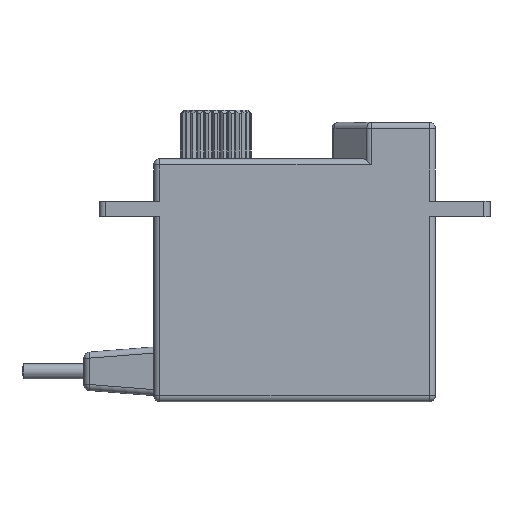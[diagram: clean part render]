
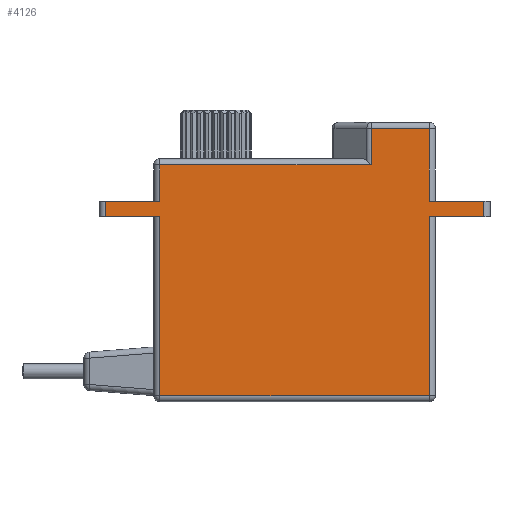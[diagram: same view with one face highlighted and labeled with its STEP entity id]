
A CAD part, front view. The second image highlights one B-rep face of the part: STEP entity #4126.
In plain terms, the highlighted planar face has unit normal (0, -1, 0).
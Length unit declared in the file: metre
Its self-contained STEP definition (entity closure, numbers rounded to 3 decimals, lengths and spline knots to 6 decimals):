
#251=PLANE('',#5225);
#652=LINE('',#7611,#932);
#661=LINE('',#7651,#941);
#668=LINE('',#7685,#948);
#671=LINE('',#7692,#951);
#678=LINE('',#7723,#958);
#682=LINE('',#7745,#962);
#694=LINE('',#7785,#974);
#703=LINE('',#7821,#983);
#706=LINE('',#7828,#986);
#711=LINE('',#7850,#991);
#713=LINE('',#7853,#993);
#721=LINE('',#7869,#1001);
#730=LINE('',#7893,#1010);
#736=LINE('',#7907,#1016);
#932=VECTOR('',#5971,1.);
#941=VECTOR('',#6006,1.);
#948=VECTOR('',#6043,1.);
#951=VECTOR('',#6050,1.);
#958=VECTOR('',#6085,1.);
#962=VECTOR('',#6111,1.);
#974=VECTOR('',#6157,1.);
#983=VECTOR('',#6196,1.);
#986=VECTOR('',#6203,1.);
#991=VECTOR('',#6230,1.);
#993=VECTOR('',#6234,1.);
#1001=VECTOR('',#6250,1.);
#1010=VECTOR('',#6281,1.);
#1016=VECTOR('',#6295,1.);
#1933=ORIENTED_EDGE('',*,*,#2755,.F.);
#1934=ORIENTED_EDGE('',*,*,#2768,.T.);
#1935=ORIENTED_EDGE('',*,*,#2655,.T.);
#1936=ORIENTED_EDGE('',*,*,#2757,.F.);
#1937=ORIENTED_EDGE('',*,*,#2675,.F.);
#1938=ORIENTED_EDGE('',*,*,#2671,.T.);
#1939=ORIENTED_EDGE('',*,*,#2690,.T.);
#1940=ORIENTED_EDGE('',*,*,#2701,.T.);
#1941=ORIENTED_EDGE('',*,*,#2722,.T.);
#1942=ORIENTED_EDGE('',*,*,#2780,.T.);
#1943=ORIENTED_EDGE('',*,*,#2637,.F.);
#1944=ORIENTED_EDGE('',*,*,#2789,.F.);
#1945=ORIENTED_EDGE('',*,*,#2744,.T.);
#1946=ORIENTED_EDGE('',*,*,#2740,.F.);
#2637=EDGE_CURVE('',#3113,#3114,#652,.T.);
#2655=EDGE_CURVE('',#3128,#3131,#661,.T.);
#2671=EDGE_CURVE('',#3137,#3142,#668,.T.);
#2675=EDGE_CURVE('',#3137,#3144,#671,.T.);
#2690=EDGE_CURVE('',#3142,#3154,#678,.T.);
#2701=EDGE_CURVE('',#3154,#3161,#682,.T.);
#2722=EDGE_CURVE('',#3161,#3173,#694,.T.);
#2740=EDGE_CURVE('',#3184,#3179,#703,.T.);
#2744=EDGE_CURVE('',#3187,#3179,#706,.T.);
#2755=EDGE_CURVE('',#3192,#3184,#711,.T.);
#2757=EDGE_CURVE('',#3144,#3131,#713,.T.);
#2768=EDGE_CURVE('',#3192,#3128,#721,.T.);
#2780=EDGE_CURVE('',#3173,#3114,#730,.T.);
#2789=EDGE_CURVE('',#3187,#3113,#736,.T.);
#3113=VERTEX_POINT('',#7610);
#3114=VERTEX_POINT('',#7612);
#3128=VERTEX_POINT('',#7645);
#3131=VERTEX_POINT('',#7650);
#3137=VERTEX_POINT('',#7667);
#3142=VERTEX_POINT('',#7683);
#3144=VERTEX_POINT('',#7689);
#3154=VERTEX_POINT('',#7721);
#3161=VERTEX_POINT('',#7743);
#3173=VERTEX_POINT('',#7784);
#3179=VERTEX_POINT('',#7803);
#3184=VERTEX_POINT('',#7819);
#3187=VERTEX_POINT('',#7826);
#3192=VERTEX_POINT('',#7848);
#3515=EDGE_LOOP('',(#1933,#1934,#1935,#1936,#1937,#1938,#1939,#1940,#1941,
#1942,#1943,#1944,#1945,#1946));
#3777=FACE_BOUND('',#3515,.T.);
#4126=ADVANCED_FACE('',(#3777),#251,.T.);
#5225=AXIS2_PLACEMENT_3D('',#7941,#6343,#6344);
#5971=DIRECTION('',(0.,0.,1.));
#6006=DIRECTION('',(0.,0.,1.));
#6043=DIRECTION('',(-1.,0.,0.));
#6050=DIRECTION('',(0.,0.,-1.));
#6085=DIRECTION('',(0.,0.,-1.));
#6111=DIRECTION('',(-1.,0.,0.));
#6157=DIRECTION('',(0.,0.,-1.));
#6196=DIRECTION('',(-1.,0.,0.));
#6203=DIRECTION('',(0.,0.,-1.));
#6230=DIRECTION('',(0.,0.,-1.));
#6234=DIRECTION('',(1.,0.,0.));
#6250=DIRECTION('',(1.,0.,0.));
#6281=DIRECTION('',(-1.,0.,0.));
#6295=DIRECTION('',(-1.,0.,0.));
#6343=DIRECTION('',(0.,-1.,0.));
#6344=DIRECTION('',(1.,0.,0.));
#7610=CARTESIAN_POINT('',(-0.0317,-0.005,0.00375));
#7611=CARTESIAN_POINT('',(-0.0317,-0.005,0.00375));
#7612=CARTESIAN_POINT('',(-0.0317,-0.005,0.005));
#7645=CARTESIAN_POINT('',(-0.0005,-0.005,0.00375));
#7650=CARTESIAN_POINT('',(-0.0005,-0.005,0.005));
#7651=CARTESIAN_POINT('',(-0.0005,-0.005,0.0085));
#7667=CARTESIAN_POINT('',(-0.005,-0.005,0.011));
#7683=CARTESIAN_POINT('',(-0.009793,-0.005,0.011));
#7685=CARTESIAN_POINT('',(-0.0161,-0.005,0.011));
#7689=CARTESIAN_POINT('',(-0.005,-0.005,0.005));
#7692=CARTESIAN_POINT('',(-0.005,-0.005,0.0115));
#7721=CARTESIAN_POINT('',(-0.009793,-0.005,0.008));
#7723=CARTESIAN_POINT('',(-0.009793,-0.005,0.0085));
#7743=CARTESIAN_POINT('',(-0.0272,-0.005,0.008));
#7745=CARTESIAN_POINT('',(-0.0161,-0.005,0.008));
#7784=CARTESIAN_POINT('',(-0.0272,-0.005,0.005));
#7785=CARTESIAN_POINT('',(-0.0272,-0.005,0.0085));
#7803=CARTESIAN_POINT('',(-0.0272,-0.005,-0.011));
#7819=CARTESIAN_POINT('',(-0.005,-0.005,-0.011));
#7821=CARTESIAN_POINT('',(-0.0045,-0.005,-0.011));
#7826=CARTESIAN_POINT('',(-0.0272,-0.005,0.00375));
#7828=CARTESIAN_POINT('',(-0.0272,-0.005,0.0085));
#7848=CARTESIAN_POINT('',(-0.005,-0.005,0.00375));
#7850=CARTESIAN_POINT('',(-0.005,-0.005,0.00375));
#7853=CARTESIAN_POINT('',(-0.00225,-0.005,0.005));
#7869=CARTESIAN_POINT('',(-0.00225,-0.005,0.00375));
#7893=CARTESIAN_POINT('',(-0.02995,-0.005,0.005));
#7907=CARTESIAN_POINT('',(-0.02995,-0.005,0.00375));
#7941=CARTESIAN_POINT('',(-0.0161,-0.005,0.0085));
